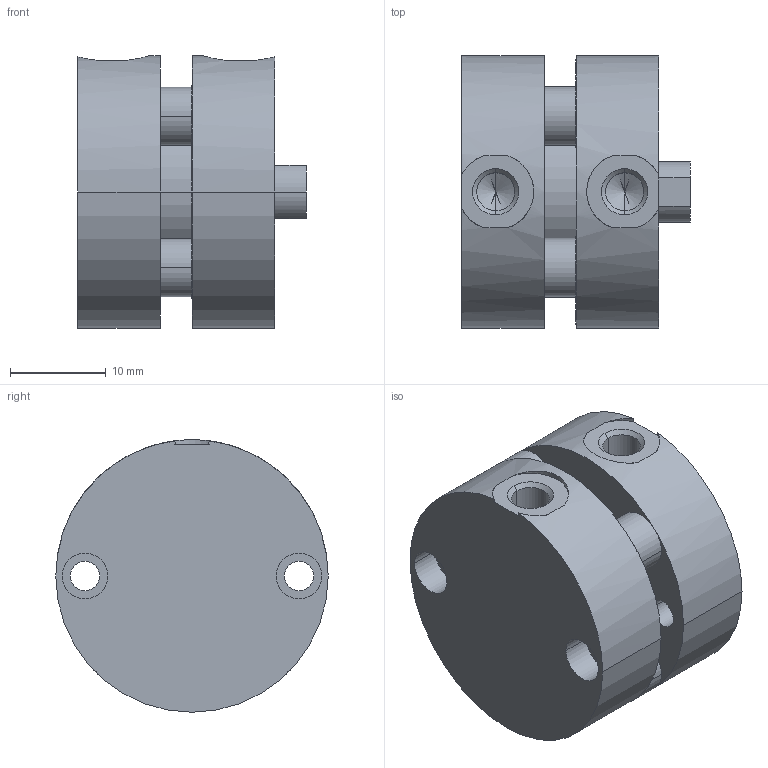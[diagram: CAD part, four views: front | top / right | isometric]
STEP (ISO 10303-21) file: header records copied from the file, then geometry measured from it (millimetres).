
FILE_DESCRIPTION (( 'STEP AP214' ), '1' );
FILE_NAME ('C090025D.STEP', '2015-02-18T14:08:15', ( '' ), ( '' ), 'SwSTEP 2.0', 'SolidWorks 2014', '' );
FILE_SCHEMA (( 'AUTOMOTIVE_DESIGN' ));
Length unit declared in the file: inch
Products named in the file (7): C090025D-FO1_BM_r; C090025D-rod_part; C090025D-FO1_BM_rod; 02-1-0_13-FO1_BM_heads; C090025D-FO1_BM_tube; 02-2-0_13-FO1_BM_heads; C090025D
Assembly tree (9 placements, depth 2):
  C090025D
    02-2-0_13-FO1_BM_heads
    C090025D-FO1_BM_tube
    02-1-0_13-FO1_BM_heads
    C090025D-FO1_BM_rod
    C090025D-rod_part
    C090025D-FO1_BM_r  x4
Bounding box: 23.88 x 28.45 x 28.45 mm (x, y, z)
Volume: 10568.4 mm3; surface area: 7541.6 mm2
Topology: 9 solids, 9 shells, 145 faces, 302 edges, 196 vertices
Faces by surface type: cylinder 88, plane 47, cone 10
Entity records: 3696 total; most frequent: DIRECTION 638, CARTESIAN_POINT 625, ORIENTED_EDGE 488, AXIS2_PLACEMENT_3D 273, EDGE_CURVE 244, VERTEX_POINT 160, EDGE_LOOP 148, CIRCLE 146
